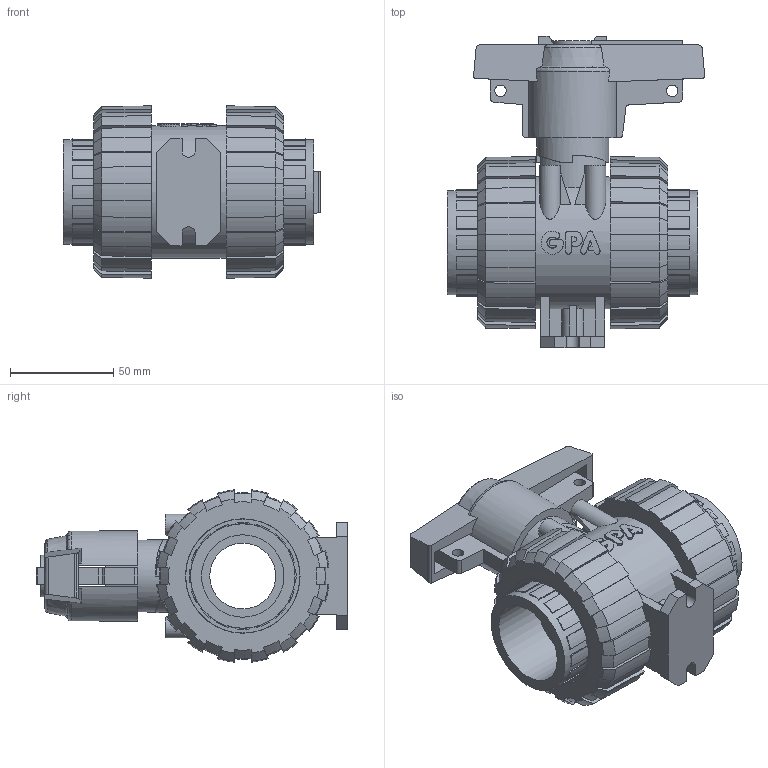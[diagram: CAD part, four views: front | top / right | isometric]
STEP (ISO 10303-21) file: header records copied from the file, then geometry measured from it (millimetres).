
FILE_DESCRIPTION(/* description */ ('PVC Ball Valve type M1 with EPDM gasket and PVC Sockets, Ø40/DN32, PN16'),/* implementation_level */ '2;1');
FILE_NAME(/* name */ 'M1IU-E-040',/* time_stamp */ '2022-08-04T16:47:02+02:00',/* author */ ('COAB Solutions - www.coabsolutions.com'),/* organization */ ('GPA Flowsystem'),/* preprocessor_version */ 'ST-DEVELOPER v18.1',/* originating_system */ 'coabsolutions.com',/* authorisation */ 'unknown authorization');
FILE_SCHEMA (('AUTOMOTIVE_DESIGN { 1 0 10303 214 3 1 1 }'));
Length unit declared in the file: millimetre
Products named in the file (1): M1IU-E-040
Bounding box: 124.75 x 151.27 x 83.61 mm (x, y, z)
Volume: 476417.9 mm3; surface area: 95961.3 mm2
Topology: 1 solids, 1 shells, 572 faces, 1667 edges, 1107 vertices
Faces by surface type: plane 324, cone 140, cylinder 79, bspline 21, torus 8
Full cylindrical faces by diameter (mm): 5.5 x2, 10.1 x4, 32 x1, 35 x1, 40 x2, 50.7 x2, 55.4 x2, 55.6 x2, 64.2 x1
Entity records: 19757 total; most frequent: CARTESIAN_POINT 4949, ORIENTED_EDGE 3334, DIRECTION 2918, EDGE_CURVE 1667, VERTEX_POINT 1107, AXIS2_PLACEMENT_3D 1053, LINE 812, VECTOR 812
